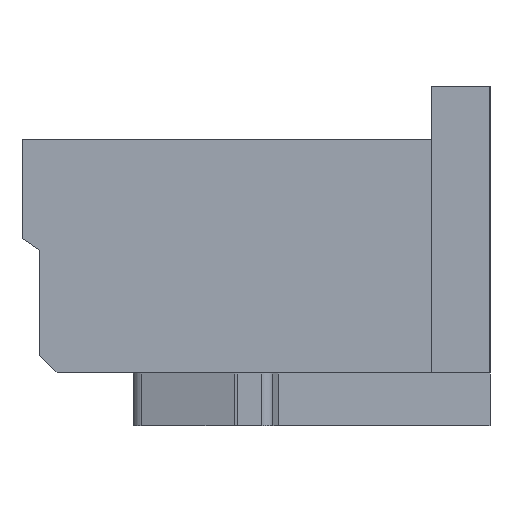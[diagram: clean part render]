
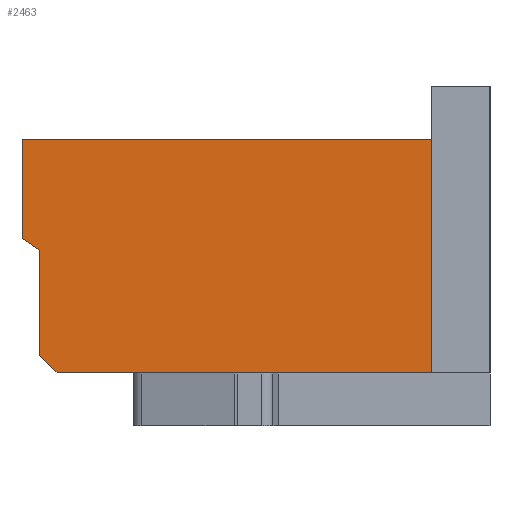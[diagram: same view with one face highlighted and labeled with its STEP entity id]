
A CAD part, left-side view. The second image highlights one B-rep face of the part: STEP entity #2463.
In plain terms, the highlighted planar face has unit normal (-1, 0, 0).
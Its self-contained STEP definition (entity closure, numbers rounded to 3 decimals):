
#58=DIRECTION('',(0.,-1.,0.));
#59=VECTOR('',#58,6.401);
#60=CARTESIAN_POINT('',(-5.75,7.401,0.));
#61=LINE('',#60,#59);
#582=DIRECTION('',(0.,0.,1.));
#583=VECTOR('',#582,1.7);
#584=CARTESIAN_POINT('',(-5.75,8.,2.3));
#585=LINE('',#584,#583);
#586=DIRECTION('',(0.,-0.707,-0.707));
#587=VECTOR('',#586,0.424);
#588=CARTESIAN_POINT('',(-5.75,7.701,0.3));
#589=LINE('',#588,#587);
#590=DIRECTION('',(0.,0.,1.));
#591=VECTOR('',#590,1.8);
#592=CARTESIAN_POINT('',(-5.75,7.701,0.3));
#593=LINE('',#592,#591);
#594=DIRECTION('',(0.,-0.831,-0.556));
#595=VECTOR('',#594,0.359);
#596=CARTESIAN_POINT('',(-5.75,8.,2.3));
#597=LINE('',#596,#595);
#598=DIRECTION('',(0.,-1.,0.));
#599=VECTOR('',#598,7.);
#600=CARTESIAN_POINT('',(-5.75,8.,4.));
#601=LINE('',#600,#599);
#622=DIRECTION('',(0.,0.,-1.));
#623=VECTOR('',#622,4.);
#624=CARTESIAN_POINT('',(-5.75,1.,4.));
#625=LINE('',#624,#623);
#1429=CARTESIAN_POINT('',(-5.75,1.,4.));
#1431=VERTEX_POINT('',#1429);
#1433=CARTESIAN_POINT('',(-5.75,1.,0.));
#1435=VERTEX_POINT('',#1433);
#1448=CARTESIAN_POINT('',(-5.75,8.,4.));
#1449=VERTEX_POINT('',#1448);
#1639=CARTESIAN_POINT('',(-5.75,8.,2.3));
#1641=VERTEX_POINT('',#1639);
#1642=CARTESIAN_POINT('',(-5.75,7.701,2.1));
#1643=VERTEX_POINT('',#1642);
#1666=CARTESIAN_POINT('',(-5.75,7.701,0.3));
#1667=VERTEX_POINT('',#1666);
#1668=CARTESIAN_POINT('',(-5.75,7.401,0.));
#1669=VERTEX_POINT('',#1668);
#2445=CARTESIAN_POINT('',(-5.75,8.,4.));
#2446=DIRECTION('',(1.,0.,0.));
#2447=DIRECTION('',(0.,0.,-1.));
#2448=AXIS2_PLACEMENT_3D('',#2445,#2446,#2447);
#2449=PLANE('',#2448);
#2451=ORIENTED_EDGE('',*,*,#2450,.F.);
#2453=ORIENTED_EDGE('',*,*,#2452,.T.);
#2454=ORIENTED_EDGE('',*,*,#2436,.F.);
#2455=ORIENTED_EDGE('',*,*,#2425,.T.);
#2457=ORIENTED_EDGE('',*,*,#2456,.T.);
#2459=ORIENTED_EDGE('',*,*,#2458,.T.);
#2460=ORIENTED_EDGE('',*,*,#1905,.F.);
#2461=EDGE_LOOP('',(#2451,#2453,#2454,#2455,#2457,#2459,#2460));
#2462=FACE_OUTER_BOUND('',#2461,.F.);
#1905=EDGE_CURVE('',#1669,#1435,#61,.T.);
#2425=EDGE_CURVE('',#1641,#1449,#585,.T.);
#2436=EDGE_CURVE('',#1641,#1643,#597,.T.);
#2450=EDGE_CURVE('',#1667,#1669,#589,.T.);
#2452=EDGE_CURVE('',#1667,#1643,#593,.T.);
#2456=EDGE_CURVE('',#1449,#1431,#601,.T.);
#2458=EDGE_CURVE('',#1431,#1435,#625,.T.);
#2463=ADVANCED_FACE('',(#2462),#2449,.F.);
